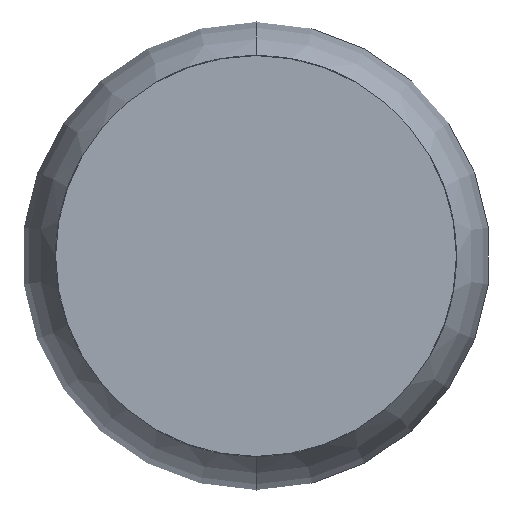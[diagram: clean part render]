
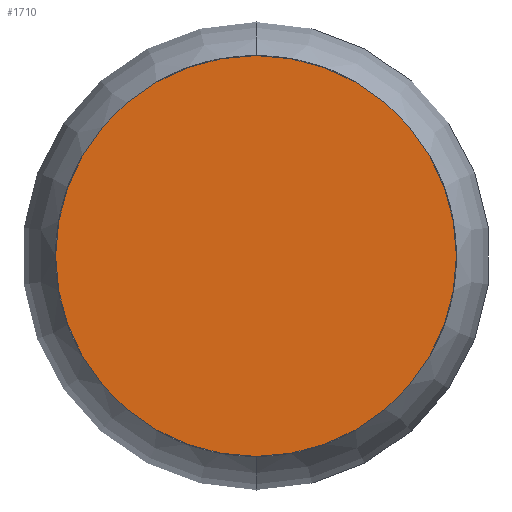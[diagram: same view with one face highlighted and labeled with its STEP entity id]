
A CAD part, front view. The second image highlights one B-rep face of the part: STEP entity #1710.
In plain terms, the highlighted planar face has unit normal (0, -1, 0).
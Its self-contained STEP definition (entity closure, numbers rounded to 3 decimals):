
#176 = DIRECTION ( 'NONE',  ( 0., 0., 1. ) ) ;
#660 = EDGE_CURVE ( 'Defeature ausgef�hrt3_6+Defeature ausgef�hrt3_5+Defeature ausgef�hrt3_5+Defeature ausgef�hrt3_5', #3630, #774, #2817, .T. ) ;
#756 = DIRECTION ( 'NONE',  ( 0., 0., 1. ) ) ;
#774 = VERTEX_POINT ( 'NONE', #1904 ) ;
#1033 = CARTESIAN_POINT ( 'NONE',  ( 0., -32.7, 0. ) ) ;
#1107 = CARTESIAN_POINT ( 'NONE',  ( 0., -32.7, -0.35 ) ) ;
#1242 = EDGE_LOOP ( 'NONE', ( #1295, #1336 ) ) ;
#1295 = ORIENTED_EDGE ( 'NONE', *, *, #1316, .F. ) ;
#1296 = FACE_OUTER_BOUND ( 'NONE', #1242, .T. ) ;
#1316 = EDGE_CURVE ( 'Defeature ausgef�hrt3_6+Defeature ausgef�hrt3_5+Defeature ausgef�hrt3_5+Defeature ausgef�hrt3_5', #774, #3630, #1392, .T. ) ;
#1336 = ORIENTED_EDGE ( 'NONE', *, *, #660, .F. ) ;
#1392 = CIRCLE ( 'NONE', #3012, 0.35 ) ;
#1627 = DIRECTION ( 'NONE',  ( 0., 0., 1. ) ) ;
#1710 = ADVANCED_FACE ( 'Defeature ausgef�hrt3_5', ( #1296 ), #2206, .F. ) ;
#1870 = DIRECTION ( 'NONE',  ( 0., 1., 0. ) ) ;
#1904 = CARTESIAN_POINT ( 'NONE',  ( 0., -32.7, 0.35 ) ) ;
#2206 = PLANE ( 'NONE',  #3712 ) ;
#2244 = CARTESIAN_POINT ( 'NONE',  ( 0., -32.7, 0. ) ) ;
#2257 = DIRECTION ( 'NONE',  ( 0., 1., 0. ) ) ;
#2468 = CARTESIAN_POINT ( 'NONE',  ( 0., -32.7, 0. ) ) ;
#2817 = CIRCLE ( 'NONE', #3060, 0.35 ) ;
#3012 = AXIS2_PLACEMENT_3D ( 'NONE', #2244, #2257, #756 ) ;
#3060 = AXIS2_PLACEMENT_3D ( 'NONE', #1033, #3063, #1627 ) ;
#3063 = DIRECTION ( 'NONE',  ( 0., 1., 0. ) ) ;
#3630 = VERTEX_POINT ( 'NONE', #1107 ) ;
#3712 = AXIS2_PLACEMENT_3D ( 'NONE', #2468, #1870, #176 ) ;
